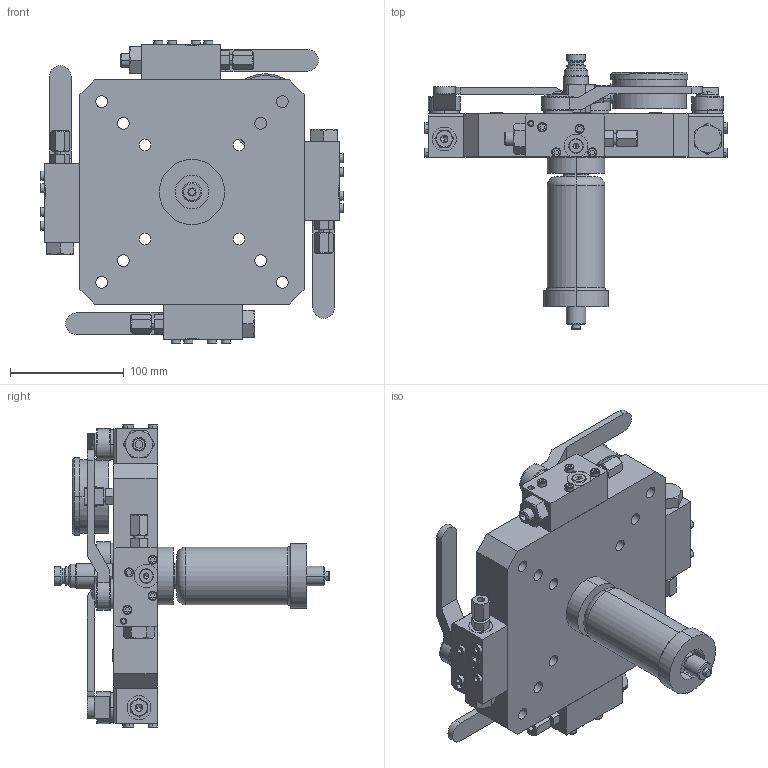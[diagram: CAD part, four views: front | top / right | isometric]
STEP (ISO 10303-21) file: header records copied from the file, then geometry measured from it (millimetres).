
FILE_DESCRIPTION((''),'2;1');
FILE_NAME('ILC56000301','2016-04-21T',('gar'),(''),'PRO/ENGINEER BY PARAMETRIC TECHNOLOGY CORPORATION, 2013320','PRO/ENGINEER BY PARAMETRIC TECHNOLOGY CORPORATION, 2013320','');
FILE_SCHEMA(('AUTOMOTIVE_DESIGN { 1 0 10303 214 1 1 1 1 }'));
Length unit declared in the file: inch
Products named in the file (6): ILC56000301_PLATE; ILC56000301_70101703; ILC56000301_70101700; ILC56000301_30162144; ILC56000301_72212162; ILC56000301
Assembly tree (7 placements, depth 2):
  ILC56000301
    ILC56000301_PLATE
    ILC56000301_70101703
    ILC56000301_70101700  x3
    ILC56000301_30162144
    ILC56000301_72212162
Bounding box: 266.66 x 242.16 x 266.66 mm (x, y, z)
Volume: 2218825 mm3; surface area: 299505.6 mm2
Topology: 7 solids, 30 shells, 1304 faces, 2959 edges, 1864 vertices
Faces by surface type: plane 591, cylinder 433, cone 250, torus 22, bspline 8
Entity records: 27636 total; most frequent: CARTESIAN_POINT 4781, DIRECTION 4620, ORIENTED_EDGE 3950, EDGE_CURVE 1991, AXIS2_PLACEMENT_3D 1798, VERTEX_POINT 1264, EDGE_LOOP 1067, VECTOR 1024
